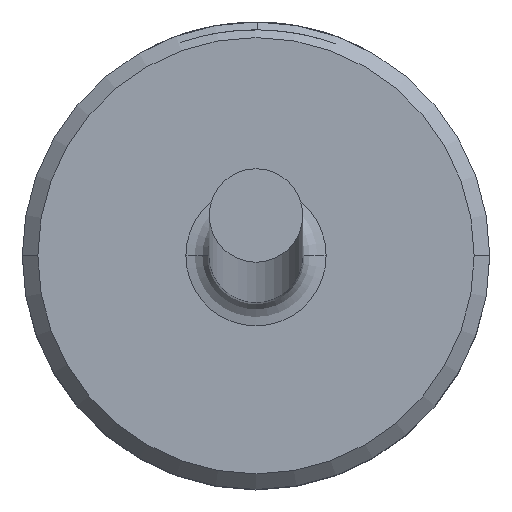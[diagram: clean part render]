
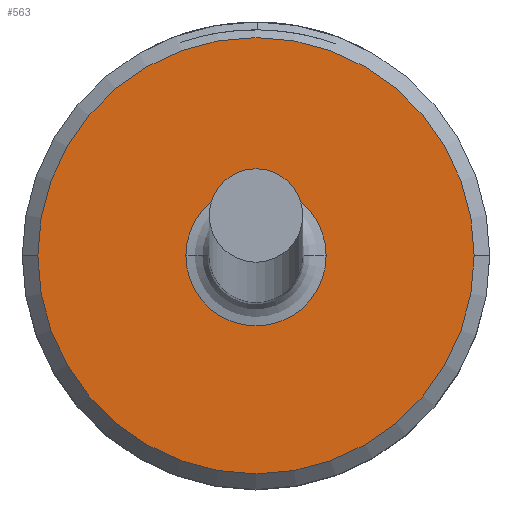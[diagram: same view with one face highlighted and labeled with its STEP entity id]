
A CAD part, top view. The second image highlights one B-rep face of the part: STEP entity #563.
In plain terms, the highlighted planar face has unit normal (0, 0, 1).
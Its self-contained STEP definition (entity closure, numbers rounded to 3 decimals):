
#24 = EDGE_CURVE ( 'NONE', #676, #538, #406, .T. ) ;
#25 = CARTESIAN_POINT ( 'NONE',  ( 0., 0., 4. ) ) ;
#57 = CARTESIAN_POINT ( 'NONE',  ( -2.8, 0., 4. ) ) ;
#219 = DIRECTION ( 'NONE',  ( 1., 0., 0. ) ) ;
#240 = FACE_BOUND ( 'NONE', #932, .T. ) ;
#256 = AXIS2_PLACEMENT_3D ( 'NONE', #947, #525, #328 ) ;
#261 = ORIENTED_EDGE ( 'NONE', *, *, #342, .T. ) ;
#328 = DIRECTION ( 'NONE',  ( -1., 0., 0. ) ) ;
#342 = EDGE_CURVE ( 'NONE', #527, #640, #891, .T. ) ;
#374 = CARTESIAN_POINT ( 'NONE',  ( 0., 0., 4. ) ) ;
#388 = ORIENTED_EDGE ( 'NONE', *, *, #398, .T. ) ;
#395 = EDGE_LOOP ( 'NONE', ( #758, #978 ) ) ;
#398 = EDGE_CURVE ( 'NONE', #640, #527, #1057, .T. ) ;
#402 = CARTESIAN_POINT ( 'NONE',  ( 2.8, 0., 4. ) ) ;
#406 = CIRCLE ( 'NONE', #722, 2.8 ) ;
#424 = AXIS2_PLACEMENT_3D ( 'NONE', #543, #1134, #637 ) ;
#471 = DIRECTION ( 'NONE',  ( -1., 0., 0. ) ) ;
#476 = DIRECTION ( 'NONE',  ( 0., 0., 1. ) ) ;
#489 = CARTESIAN_POINT ( 'NONE',  ( -0.9, 0., 4. ) ) ;
#525 = DIRECTION ( 'NONE',  ( 0., 0., -1. ) ) ;
#527 = VERTEX_POINT ( 'NONE', #489 ) ;
#538 = VERTEX_POINT ( 'NONE', #402 ) ;
#543 = CARTESIAN_POINT ( 'NONE',  ( 0., 0., 4. ) ) ;
#563 = ADVANCED_FACE ( 'NONE', ( #958, #240 ), #767, .T. ) ;
#571 = DIRECTION ( 'NONE',  ( 1., 0., 0. ) ) ;
#574 = AXIS2_PLACEMENT_3D ( 'NONE', #374, #995, #471 ) ;
#637 = DIRECTION ( 'NONE',  ( 1., 0., 0. ) ) ;
#640 = VERTEX_POINT ( 'NONE', #1111 ) ;
#676 = VERTEX_POINT ( 'NONE', #57 ) ;
#690 = EDGE_CURVE ( 'NONE', #538, #676, #1124, .T. ) ;
#722 = AXIS2_PLACEMENT_3D ( 'NONE', #998, #476, #571 ) ;
#758 = ORIENTED_EDGE ( 'NONE', *, *, #24, .T. ) ;
#767 = PLANE ( 'NONE',  #1143 ) ;
#891 = CIRCLE ( 'NONE', #256, 0.9 ) ;
#932 = EDGE_LOOP ( 'NONE', ( #261, #388 ) ) ;
#947 = CARTESIAN_POINT ( 'NONE',  ( 0., 0., 4. ) ) ;
#958 = FACE_OUTER_BOUND ( 'NONE', #395, .T. ) ;
#978 = ORIENTED_EDGE ( 'NONE', *, *, #690, .T. ) ;
#995 = DIRECTION ( 'NONE',  ( 0., 0., -1. ) ) ;
#998 = CARTESIAN_POINT ( 'NONE',  ( 0., 0., 4. ) ) ;
#1057 = CIRCLE ( 'NONE', #574, 0.9 ) ;
#1099 = DIRECTION ( 'NONE',  ( 0., 0., 1. ) ) ;
#1111 = CARTESIAN_POINT ( 'NONE',  ( 0.9, 0., 4. ) ) ;
#1124 = CIRCLE ( 'NONE', #424, 2.8 ) ;
#1134 = DIRECTION ( 'NONE',  ( 0., 0., 1. ) ) ;
#1143 = AXIS2_PLACEMENT_3D ( 'NONE', #25, #1099, #219 ) ;
